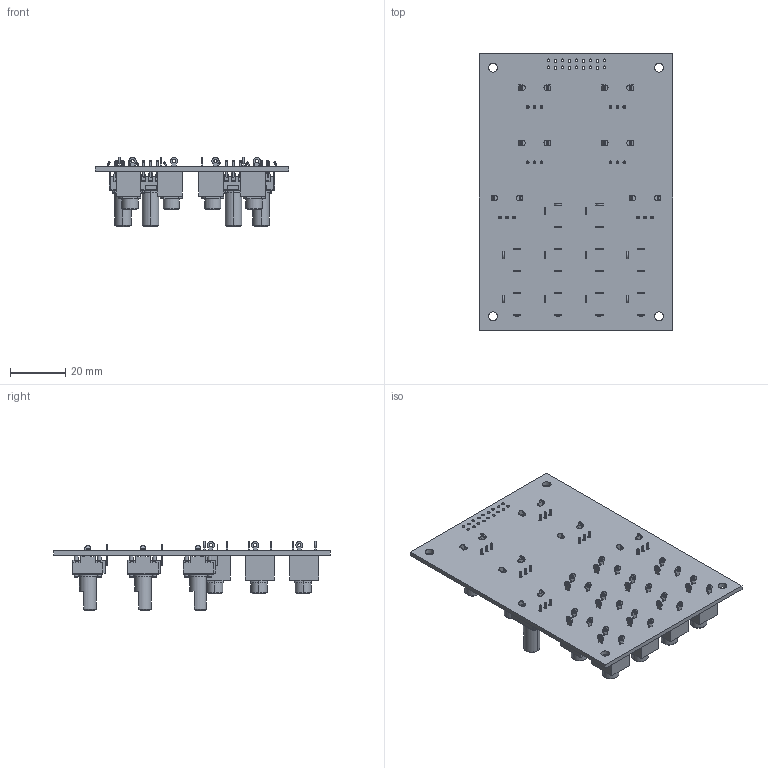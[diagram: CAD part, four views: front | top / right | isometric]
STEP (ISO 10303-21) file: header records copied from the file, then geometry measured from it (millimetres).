
FILE_DESCRIPTION(('KiCad electronic assembly'),'2;1');
FILE_NAME('VCO_2_RevB_Interface.step','2019-05-25T13:15:16',('An Author' ),('A Company'),'Open CASCADE STEP processor 6.9', 'KiCad to STEP converter','Unknown');
FILE_SCHEMA(('AUTOMOTIVE_DESIGN { 1 0 10303 214 1 1 1 1 }'));
Length unit declared in the file: millimetre
Products named in the file (6): Open CASCADE STEP translator 6.9 1; Schurter_4832_Jack; SOLID; ptv09a-4x20f-xxxx; COMPOUND
Assembly tree (19 placements, depth 3):
  Open CASCADE STEP translator 6.9 1
    Schurter_4832_Jack  x10
      SOLID
    ptv09a-4x20f-xxxx  x6
      COMPOUND
    COMPOUND
Bounding box: 70 x 100 x 25 mm (x, y, z)
Volume: 25179.9 mm3; surface area: 30603.1 mm2
Topology: 23 solids, 35 shells, 2054 faces, 5418 edges, 3604 vertices
Faces by surface type: plane 1292, cylinder 682, bspline 48, cone 32
Full cylindrical faces by diameter (mm): 1 x36, 2 x12, 3.2 x4
Entity records: 36120 total; most frequent: CARTESIAN_POINT 8587, DIRECTION 4779, LINE 2935, VECTOR 2935, ORIENTED_EDGE 2546, PCURVE 2546, DEFINITIONAL_REPRESENTATION 2546, EDGE_CURVE 1273
